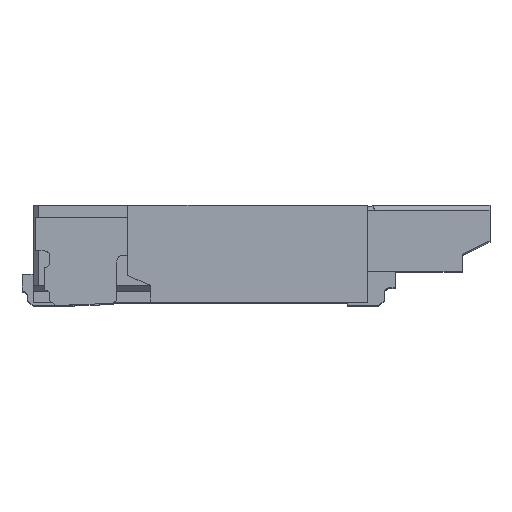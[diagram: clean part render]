
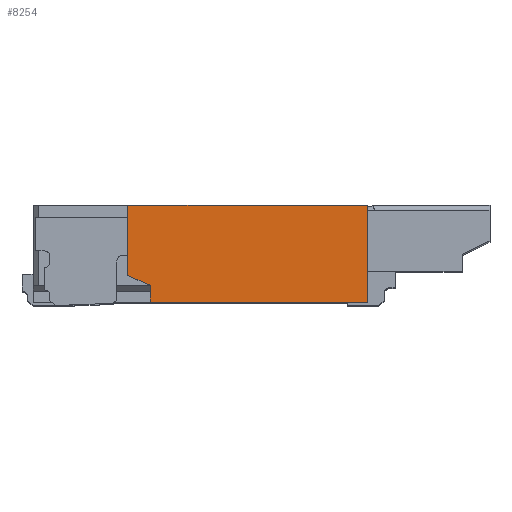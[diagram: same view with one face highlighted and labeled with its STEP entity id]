
A CAD part, top view. The second image highlights one B-rep face of the part: STEP entity #8254.
In plain terms, the highlighted planar face has unit normal (0, 0, 1).
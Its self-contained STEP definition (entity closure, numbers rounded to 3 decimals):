
#569=FACE_OUTER_BOUND('',#956,.T.);
#956=EDGE_LOOP('',(#5965,#5966,#5967,#5968,#5969,#5970));
#1544=LINE('',#11854,#2617);
#1550=LINE('',#11867,#2623);
#1586=LINE('',#11960,#2659);
#1587=LINE('',#11962,#2660);
#1588=LINE('',#11964,#2661);
#1589=LINE('',#11965,#2662);
#2617=VECTOR('',#9595,1.);
#2623=VECTOR('',#9603,1.);
#2659=VECTOR('',#9695,1.);
#2660=VECTOR('',#9696,1.);
#2661=VECTOR('',#9697,1.);
#2662=VECTOR('',#9698,1.);
#3653=VERTEX_POINT('',#11847);
#3656=VERTEX_POINT('',#11852);
#3662=VERTEX_POINT('',#11865);
#3691=VERTEX_POINT('',#11959);
#3692=VERTEX_POINT('',#11961);
#3693=VERTEX_POINT('',#11963);
#4523=EDGE_CURVE('',#3656,#3653,#1544,.T.);
#4529=EDGE_CURVE('',#3662,#3656,#1550,.T.);
#4575=EDGE_CURVE('',#3691,#3662,#1586,.T.);
#4576=EDGE_CURVE('',#3692,#3691,#1587,.T.);
#4577=EDGE_CURVE('',#3693,#3692,#1588,.T.);
#4578=EDGE_CURVE('',#3693,#3653,#1589,.T.);
#5965=ORIENTED_EDGE('',*,*,#4575,.F.);
#5966=ORIENTED_EDGE('',*,*,#4576,.F.);
#5967=ORIENTED_EDGE('',*,*,#4577,.F.);
#5968=ORIENTED_EDGE('',*,*,#4578,.T.);
#5969=ORIENTED_EDGE('',*,*,#4523,.F.);
#5970=ORIENTED_EDGE('',*,*,#4529,.F.);
#7905=PLANE('',#8694);
#8254=ADVANCED_FACE('',(#569),#7905,.T.);
#8694=AXIS2_PLACEMENT_3D('',#11958,#9693,#9694);
#9595=DIRECTION('',(0.,1.,0.));
#9603=DIRECTION('',(-0.912,0.41,0.));
#9693=DIRECTION('center_axis',(0.,0.,1.));
#9694=DIRECTION('ref_axis',(1.,0.,0.));
#9695=DIRECTION('',(0.,1.,0.));
#9696=DIRECTION('',(-1.,0.,0.));
#9697=DIRECTION('',(0.,-1.,0.));
#9698=DIRECTION('',(-1.,0.,0.));
#11847=CARTESIAN_POINT('',(-0.792,2.844,3.715));
#11852=CARTESIAN_POINT('',(-0.792,2.214,3.715));
#11854=CARTESIAN_POINT('',(-0.792,0.,3.715));
#11865=CARTESIAN_POINT('',(-0.592,2.124,3.715));
#11867=CARTESIAN_POINT('',(0.,1.857,3.715));
#11958=CARTESIAN_POINT('Origin',(-0.631,2.755,3.715));
#11959=CARTESIAN_POINT('',(-0.592,1.974,3.715));
#11960=CARTESIAN_POINT('',(-0.592,0.,3.715));
#11961=CARTESIAN_POINT('',(1.358,1.974,3.715));
#11962=CARTESIAN_POINT('',(0.,1.974,3.715));
#11963=CARTESIAN_POINT('',(1.358,2.844,3.715));
#11964=CARTESIAN_POINT('',(1.358,0.,3.715));
#11965=CARTESIAN_POINT('',(-0.402,2.844,3.715));
